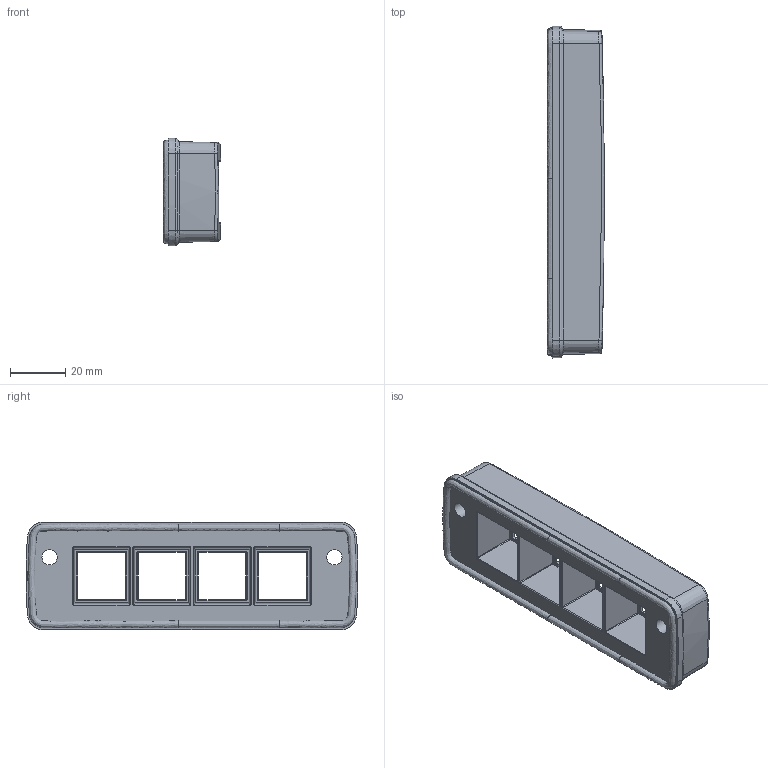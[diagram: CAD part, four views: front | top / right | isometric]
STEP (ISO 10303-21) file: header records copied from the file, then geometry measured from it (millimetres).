
FILE_DESCRIPTION(/* description */ (''),/* implementation_level */ '2;1');
FILE_NAME(/* name */ '29009.4_KDS_SR_FB3_E1.stp',/* time_stamp */ '2024-08-16T09:30:53+02:00',/* author */ (''),/* organization */ (''),/* preprocessor_version */ 'ST-DEVELOPER v19.4',/* originating_system */ 'SIEMENS PLM Software NX2212.9140',/* authorisation */ '');
FILE_SCHEMA (('AP203_CONFIGURATION_CONTROLLED_3D_DESIGN_OF_MECHANICAL_PARTS_AND_ASSEMBLIES_MIM_LF { 1 0 10303 403 2 1 2}'));
Length unit declared in the file: millimetre
Products named in the file (1): 29009.4_KDS_SR_FB3_E
Bounding box: 20.64 x 120 x 39 mm (x, y, z)
Volume: 46273.6 mm3; surface area: 27333.9 mm2
Topology: 2 solids, 42 shells, 1415 faces, 3268 edges, 1838 vertices
Faces by surface type: plane 469, cylinder 417, sphere 197, torus 188, cone 62, bspline 50, extrusion 26, revolution 6
Full cylindrical faces by diameter (mm): 5.5 x2
Entity records: 46483 total; most frequent: CARTESIAN_POINT 17433, ORIENTED_EDGE 6214, DIRECTION 5513, EDGE_CURVE 3107, AXIS2_PLACEMENT_3D 2197, VERTEX_POINT 1833, EDGE_LOOP 1484, ADVANCED_FACE 1414
